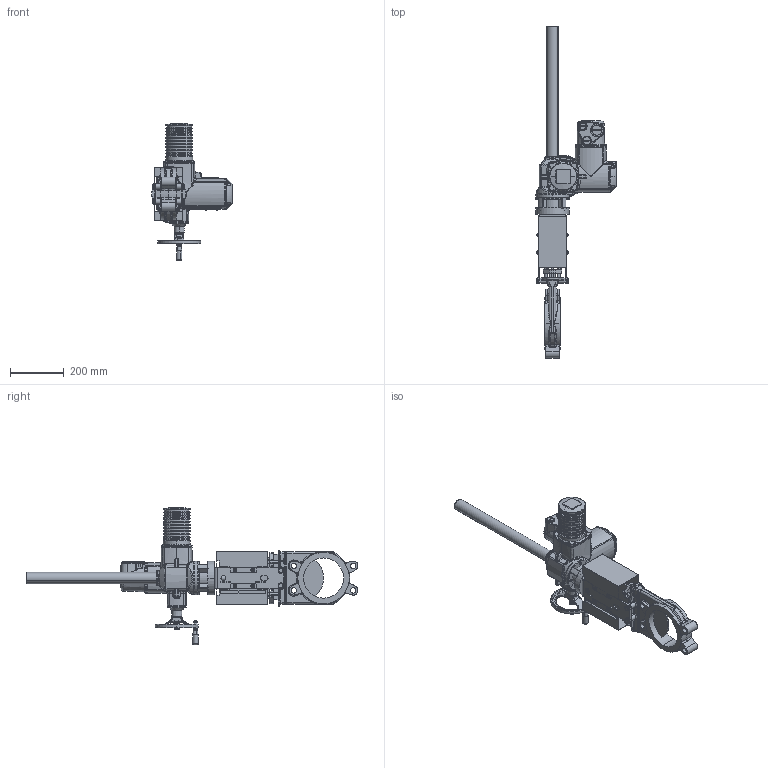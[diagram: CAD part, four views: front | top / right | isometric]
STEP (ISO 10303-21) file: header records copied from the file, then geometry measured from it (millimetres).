
FILE_DESCRIPTION (( 'STEP AP214' ), '1' );
FILE_NAME ('EB DN150_CAST IRON_ELECTRIC ACTUATOR.STEP', '2012-04-20T08:27:39', ( 'Usuario' ), ( '' ), 'SwSTEP 2.0', 'SolidWorks 2011', '' );
FILE_SCHEMA (( 'AUTOMOTIVE_DESIGN' ));
Length unit declared in the file: millimetre
Products named in the file (1): EB DN150_CAST IRON_ELECTRIC ACTUATOR
Bounding box: 300.3 x 1238.35 x 512.61 mm (x, y, z)
Surface area: 1059184.8 mm2 (no closed solid volume)
Topology: 0 solids, 95 shells, 1780 faces, 6216 edges, 4295 vertices
Faces by surface type: bspline 656, cylinder 464, plane 410, cone 195, torus 35, sphere 20
Entity records: 315568 total; most frequent: CARTESIAN_POINT 249280, ORIENTED_EDGE 9804, DIRECTION 8103, EDGE_CURVE 6164, VERTEX_POINT 4295, AXIS2_PLACEMENT_3D 3011, LINE 2081, VECTOR 2081
